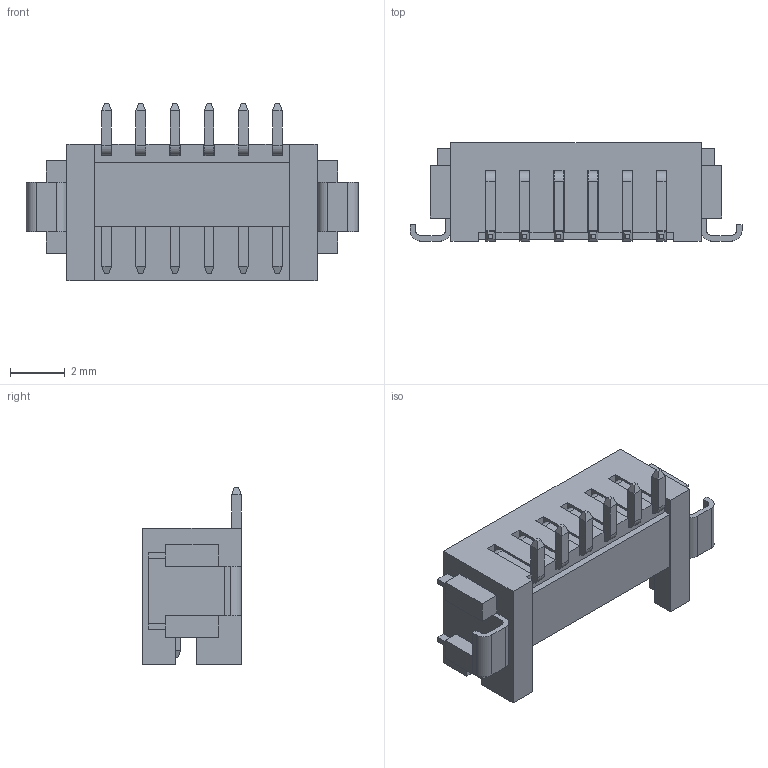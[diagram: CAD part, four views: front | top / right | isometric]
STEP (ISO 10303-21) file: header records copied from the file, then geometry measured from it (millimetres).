
FILE_DESCRIPTION (( 'STEP AP214' ), '1' );
FILE_NAME ('DF13-6H-SMD.STEP', '2015-05-23T16:56:08', ( '' ), ( '' ), 'SwSTEP 2.0', 'SolidWorks 2014', '' );
FILE_SCHEMA (( 'AUTOMOTIVE_DESIGN' ));
Length unit declared in the file: millimetre
Products named in the file (2): DF13-6H-SMD
Assembly tree (1 placements, depth 2):
  DF13-6H-SMD
    DF13-6H-SMD
Bounding box: 12.15 x 3.6 x 6.5 mm (x, y, z)
Volume: 101.8 mm3; surface area: 324 mm2
Topology: 1 solids, 1 shells, 246 faces, 644 edges, 412 vertices
Faces by surface type: plane 220, cylinder 26
Entity records: 7450 total; most frequent: CARTESIAN_POINT 1306, ORIENTED_EDGE 1288, DIRECTION 1196, EDGE_CURVE 644, LINE 592, VECTOR 592, VERTEX_POINT 412, AXIS2_PLACEMENT_3D 302
